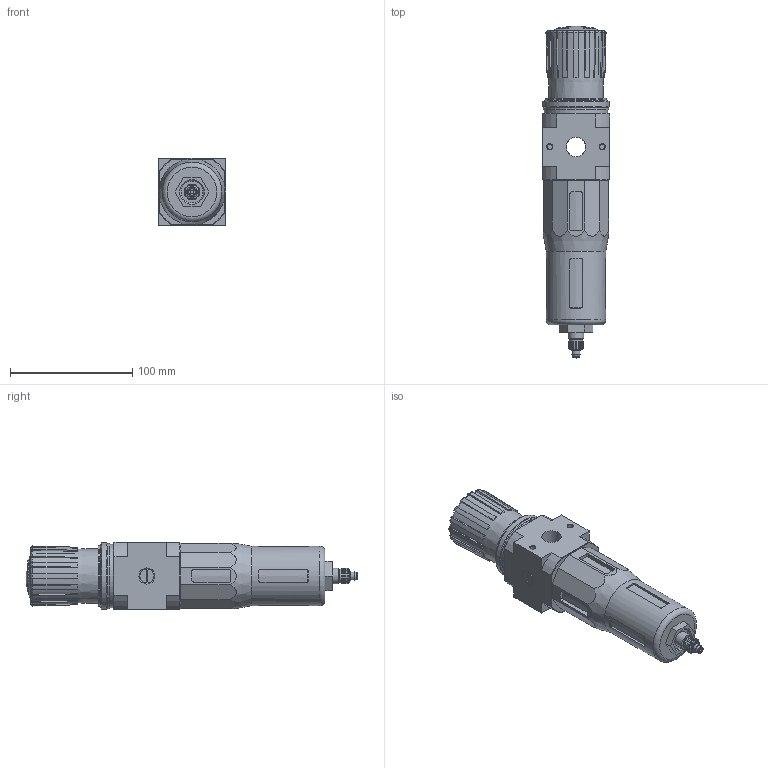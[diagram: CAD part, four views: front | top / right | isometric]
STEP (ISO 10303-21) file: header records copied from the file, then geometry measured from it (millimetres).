
FILE_DESCRIPTION(/* description */ ('STEP AP214'),/* implementation_level */ '2;1');
FILE_NAME(/* name */ '546461_LFR-D-5M-MIDI',/* time_stamp */ '2024-09-04T16:53:08+02:00',/* author */ ('License CC BY-ND 4.0'),/* organization */ ('CADENAS'),/* preprocessor_version */ 'ST-DEVELOPER v19.3',/* originating_system */ 'PARTsolutions',/* authorisation */ ' ');
FILE_SCHEMA (('AUTOMOTIVE_DESIGN {1 0 10303 214 3 1 1}'));
Length unit declared in the file: millimetre
Products named in the file (5): 546461 LFR-D-5M-MIDI---(0); 127310 LFR-D-5M-MIDI--(0); 398012 LRVS-D-MINI; 373846 LR-MIDI; 648415 LF
Assembly tree (4 placements, depth 2):
  546461 LFR-D-5M-MIDI---(0)
    127310 LFR-D-5M-MIDI--(0)
    398012 LRVS-D-MINI
    373846 LR-MIDI
    648415 LF
Bounding box: 55 x 271.81 x 55 mm (x, y, z)
Volume: 507292.4 mm3; surface area: 59668.9 mm2
Topology: 4 solids, 5 shells, 399 faces, 1045 edges, 684 vertices
Faces by surface type: plane 216, cylinder 85, cone 50, torus 43, sphere 5
Full cylindrical faces by diameter (mm): 3 x1, 4.134 x4, 5.6 x1, 6.3 x1, 6.4 x1, 6.8 x1, 7.1 x1, 9 x1, 9.6 x1, 11.2 x2, 11.445 x2, 12.6 x1, 13.157 x1, 16 x1, 18 x1, 26.4 x1, 30.8 x1, 39 x1, 48.7 x1, 50.16 x1, 50.376 x1, 52 x1, 53.5 x1, 54.8 x1
Entity records: 14666 total; most frequent: CARTESIAN_POINT 3028, ORIENTED_EDGE 1948, DIRECTION 1884, EDGE_CURVE 974, AXIS2_PLACEMENT_3D 760, VERTEX_POINT 670, EDGE_LOOP 496, FACE_BOUND 496
